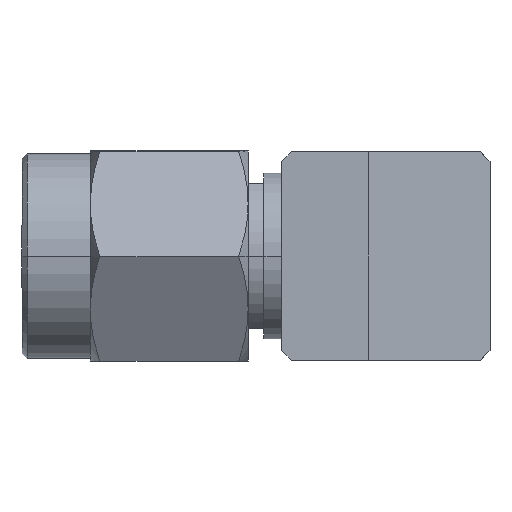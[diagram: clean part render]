
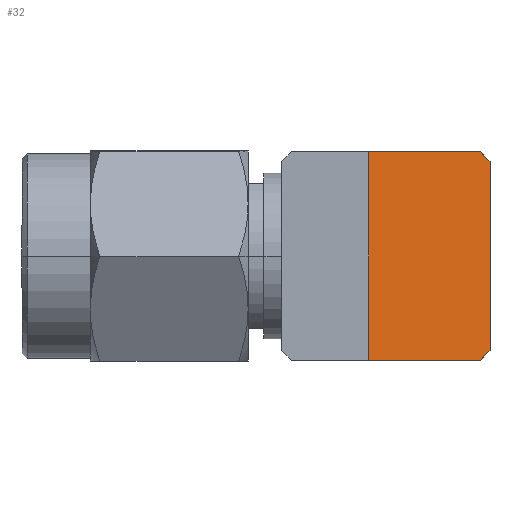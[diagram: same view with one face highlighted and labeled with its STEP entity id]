
A CAD part, left-side view. The second image highlights one B-rep face of the part: STEP entity #32.
In plain terms, the highlighted planar face has unit normal (-0.707, -0.707, 0).
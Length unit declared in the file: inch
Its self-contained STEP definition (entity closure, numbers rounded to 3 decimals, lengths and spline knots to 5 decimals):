
#32 = ADVANCED_FACE ( 'NONE', ( #519 ), #2093, .F. ) ;
#33 = EDGE_LOOP ( 'NONE', ( #1984, #1749, #3263, #1301, #3067, #412 ) ) ;
#186 = CARTESIAN_POINT ( 'NONE',  ( 0.02138, -0.1513, 0.1467 ) ) ;
#225 = CARTESIAN_POINT ( 'NONE',  ( 0.01171, -0.14163, 0.15591 ) ) ;
#283 = DIRECTION ( 'NONE',  ( 0., 0., -1. ) ) ;
#351 = CARTESIAN_POINT ( 'NONE',  ( 0.01662, -0.14654, -0.15145 ) ) ;
#412 = ORIENTED_EDGE ( 'NONE', *, *, #423, .F. ) ;
#423 = EDGE_CURVE ( 'NONE', #1821, #813, #3693, .T. ) ;
#493 = EDGE_CURVE ( 'NONE', #1958, #3368, #1733, .T. ) ;
#519 = FACE_OUTER_BOUND ( 'NONE', #33, .T. ) ;
#547 = VECTOR ( 'NONE', #1468, 39.37008 ) ;
#548 = VERTEX_POINT ( 'NONE', #3390 ) ;
#562 = DIRECTION ( 'NONE',  ( 0.707, 0.707, 0. ) ) ;
#813 = VERTEX_POINT ( 'NONE', #1316 ) ;
#869 = LINE ( 'NONE', #3261, #1879 ) ;
#982 = CARTESIAN_POINT ( 'NONE',  ( 0.02138, -0.1513, -0.1467 ) ) ;
#1131 = CARTESIAN_POINT ( 'NONE',  ( -0.15591, 0.02598, 0.15591 ) ) ;
#1301 = ORIENTED_EDGE ( 'NONE', *, *, #3135, .F. ) ;
#1316 = CARTESIAN_POINT ( 'NONE',  ( 0.02598, -0.15591, 0.14163 ) ) ;
#1468 = DIRECTION ( 'NONE',  ( -0.707, 0.707, 0. ) ) ;
#1592 = LINE ( 'NONE', #3692, #2068 ) ;
#1733 = LINE ( 'NONE', #2050, #547 ) ;
#1749 = ORIENTED_EDGE ( 'NONE', *, *, #2746, .F. ) ;
#1790 = CARTESIAN_POINT ( 'NONE',  ( 0.02598, -0.15591, -0.15591 ) ) ;
#1821 = VERTEX_POINT ( 'NONE', #2762 ) ;
#1879 = VECTOR ( 'NONE', #2099, 39.37008 ) ;
#1958 = VERTEX_POINT ( 'NONE', #3207 ) ;
#1984 = ORIENTED_EDGE ( 'NONE', *, *, #2471, .T. ) ;
#2050 = CARTESIAN_POINT ( 'NONE',  ( 0.01171, -0.14163, -0.15591 ) ) ;
#2057 = LINE ( 'NONE', #225, #2070 ) ;
#2068 = VECTOR ( 'NONE', #3048, 39.37008 ) ;
#2070 = VECTOR ( 'NONE', #2951, 39.37008 ) ;
#2093 = PLANE ( 'NONE',  #2866 ) ;
#2099 = DIRECTION ( 'NONE',  ( 0., 0., 1. ) ) ;
#2359 = CARTESIAN_POINT ( 'NONE',  ( -0.15591, 0.02598, -0.15591 ) ) ;
#2451 = VERTEX_POINT ( 'NONE', #1131 ) ;
#2471 = EDGE_CURVE ( 'NONE', #1821, #2451, #2057, .T. ) ;
#2571 = EDGE_CURVE ( 'NONE', #548, #813, #869, .T. ) ;
#2644 = CARTESIAN_POINT ( 'NONE',  ( 0.02598, -0.15591, 0.14163 ) ) ;
#2746 = EDGE_CURVE ( 'NONE', #3368, #2451, #1592, .T. ) ;
#2762 = CARTESIAN_POINT ( 'NONE',  ( 0.01171, -0.14163, 0.15591 ) ) ;
#2866 = AXIS2_PLACEMENT_3D ( 'NONE', #1790, #562, #283 ) ;
#2894 = CARTESIAN_POINT ( 'NONE',  ( 0.01171, -0.14163, 0.15591 ) ) ;
#2943 = CARTESIAN_POINT ( 'NONE',  ( 0.01662, -0.14654, 0.15145 ) ) ;
#2951 = DIRECTION ( 'NONE',  ( -0.707, 0.707, 0. ) ) ;
#3048 = DIRECTION ( 'NONE',  ( 0., 0., 1. ) ) ;
#3067 = ORIENTED_EDGE ( 'NONE', *, *, #2571, .T. ) ;
#3135 = EDGE_CURVE ( 'NONE', #548, #1958, #3624, .T. ) ;
#3163 = CARTESIAN_POINT ( 'NONE',  ( 0.02598, -0.15591, -0.14163 ) ) ;
#3207 = CARTESIAN_POINT ( 'NONE',  ( 0.01171, -0.14163, -0.15591 ) ) ;
#3261 = CARTESIAN_POINT ( 'NONE',  ( 0.02598, -0.15591, -0.14163 ) ) ;
#3263 = ORIENTED_EDGE ( 'NONE', *, *, #493, .F. ) ;
#3368 = VERTEX_POINT ( 'NONE', #2359 ) ;
#3390 = CARTESIAN_POINT ( 'NONE',  ( 0.02598, -0.15591, -0.14163 ) ) ;
#3447 = CARTESIAN_POINT ( 'NONE',  ( 0.01171, -0.14163, -0.15591 ) ) ;
#3624 = B_SPLINE_CURVE_WITH_KNOTS ( 'NONE', 3,
 ( #3163, #982, #351, #3447 ),
 .UNSPECIFIED., .F., .F.,
 ( 4, 4 ),
 ( 0., 1. ),
 .UNSPECIFIED. ) ;
#3692 = CARTESIAN_POINT ( 'NONE',  ( -0.15591, 0.02598, -0.15591 ) ) ;
#3693 = B_SPLINE_CURVE_WITH_KNOTS ( 'NONE', 3,
 ( #2894, #2943, #186, #2644 ),
 .UNSPECIFIED., .F., .F.,
 ( 4, 4 ),
 ( 0., 1. ),
 .UNSPECIFIED. ) ;
